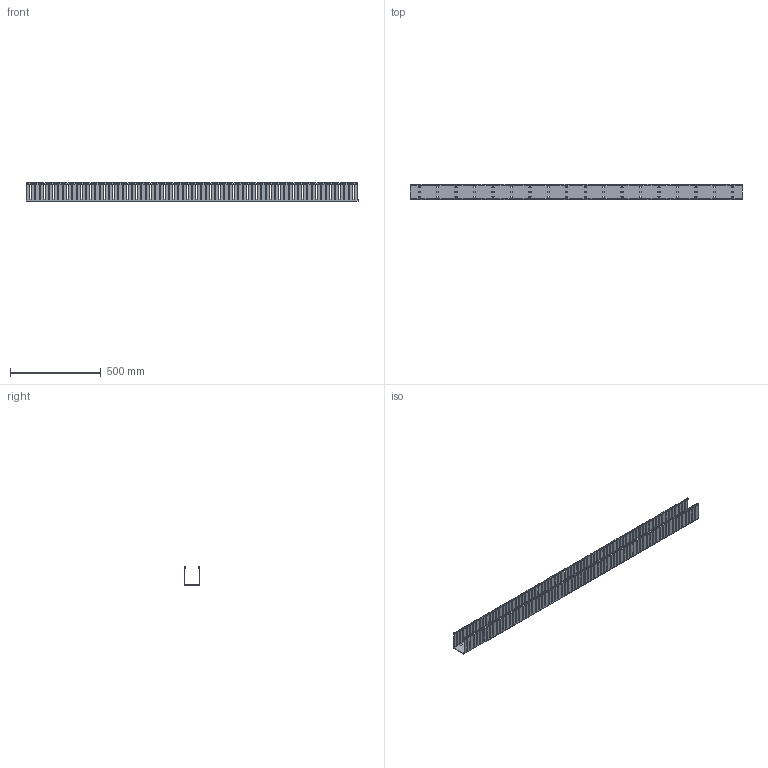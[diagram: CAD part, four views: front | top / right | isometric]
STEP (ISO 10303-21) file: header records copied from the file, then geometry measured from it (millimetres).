
FILE_DESCRIPTION(/* description */ (''),/* implementation_level */ '2;1');
FILE_NAME(/* name */ 'G3X4WH6.stp',/* time_stamp */ '2021-04-14T15:20:42-05:00',/* author */ (''),/* organization */ (''),/* preprocessor_version */ 'ST-DEVELOPER v16',/* originating_system */ 'SIEMENS PLM Software NX 11.0',/* authorisation */ '');
FILE_SCHEMA (('AP203_CONFIGURATION_CONTROLLED_3D_DESIGN_OF_MECHANICAL_PARTS_AND_ASSEMBLIES_MIM_LF { 1 0 10303 403 2 1 2}'));
Products named in the file (1): BWG33441D44klii
Bounding box: 1828.8 x 82.8 x 101.85 mm (x, y, z)
Volume: 1116062.9 mm3; surface area: 936787.7 mm2
Topology: 1 solids, 1 shells, 4840 faces, 14514 edges, 9676 vertices
Faces by surface type: plane 2570, cylinder 2270
Entity records: 172152 total; most frequent: CARTESIAN_POINT 37509, ORIENTED_EDGE 29028, DIRECTION 28448, EDGE_CURVE 14514, VERTEX_POINT 9676, AXIS2_PLACEMENT_3D 9669, LINE 9110, VECTOR 9110
